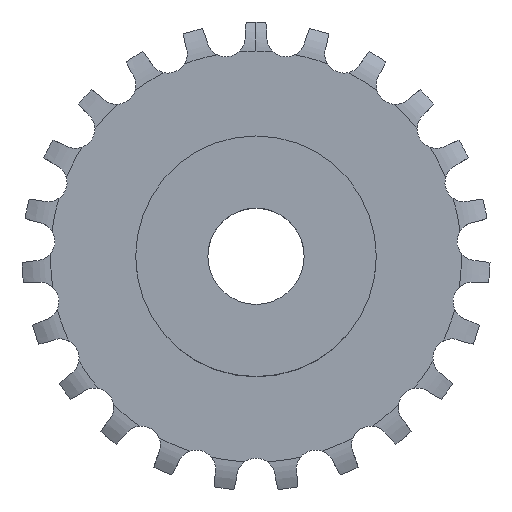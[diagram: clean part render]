
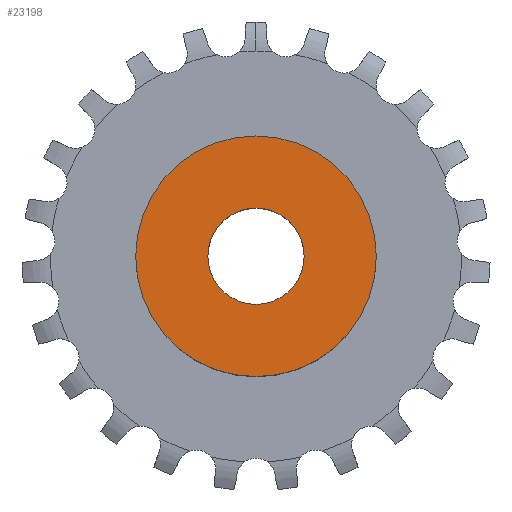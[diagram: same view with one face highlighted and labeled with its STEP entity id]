
A CAD part, top view. The second image highlights one B-rep face of the part: STEP entity #23198.
In plain terms, the highlighted planar face has unit normal (0, 0, 1).
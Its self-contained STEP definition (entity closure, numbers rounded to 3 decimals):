
#3817 = CYLINDRICAL_SURFACE('',#3818,4.);
#3818 = AXIS2_PLACEMENT_3D('',#3819,#3820,#3821);
#3819 = CARTESIAN_POINT('',(0.,0.,5000.));
#3820 = DIRECTION('',(0.,0.,1.));
#3821 = DIRECTION('',(1.,0.,-0.));
#6812 = CYLINDRICAL_SURFACE('',#6813,10.);
#6813 = AXIS2_PLACEMENT_3D('',#6814,#6815,#6816);
#6814 = CARTESIAN_POINT('',(0.,0.,0.));
#6815 = DIRECTION('',(-0.,-0.,-1.));
#6816 = DIRECTION('',(1.,0.,0.));
#18973 = EDGE_CURVE('',#18974,#18974,#18976,.T.);
#18974 = VERTEX_POINT('',#18975);
#18975 = CARTESIAN_POINT('',(4.,0.,11.85));
#18976 = SURFACE_CURVE('',#18977,(#18982,#18989),.PCURVE_S1.);
#18977 = CIRCLE('',#18978,4.);
#18978 = AXIS2_PLACEMENT_3D('',#18979,#18980,#18981);
#18979 = CARTESIAN_POINT('',(0.,0.,11.85));
#18980 = DIRECTION('',(0.,0.,1.));
#18981 = DIRECTION('',(1.,0.,-0.));
#18982 = PCURVE('',#3817,#18983);
#18983 = DEFINITIONAL_REPRESENTATION('',(#18984),#18988);
#18984 = LINE('',#18985,#18986);
#18985 = CARTESIAN_POINT('',(0.,-4988.15));
#18986 = VECTOR('',#18987,1.);
#18987 = DIRECTION('',(1.,0.));
#18988 = ( GEOMETRIC_REPRESENTATION_CONTEXT(2) 
PARAMETRIC_REPRESENTATION_CONTEXT() REPRESENTATION_CONTEXT('2D SPACE',''
  ) );
#18989 = PCURVE('',#18990,#18995);
#18990 = PLANE('',#18991);
#18991 = AXIS2_PLACEMENT_3D('',#18992,#18993,#18994);
#18992 = CARTESIAN_POINT('',(0.,0.,11.85));
#18993 = DIRECTION('',(-0.,0.,1.));
#18994 = DIRECTION('',(0.,-1.,0.));
#18995 = DEFINITIONAL_REPRESENTATION('',(#18996),#19000);
#18996 = CIRCLE('',#18997,4.);
#18997 = AXIS2_PLACEMENT_2D('',#18998,#18999);
#18998 = CARTESIAN_POINT('',(0.,0.));
#18999 = DIRECTION('',(0.,1.));
#19000 = ( GEOMETRIC_REPRESENTATION_CONTEXT(2) 
PARAMETRIC_REPRESENTATION_CONTEXT() REPRESENTATION_CONTEXT('2D SPACE',''
  ) );
#21749 = VERTEX_POINT('',#21750);
#21750 = CARTESIAN_POINT('',(10.,0.,11.85));
#21771 = EDGE_CURVE('',#21749,#21749,#21772,.T.);
#21772 = SURFACE_CURVE('',#21773,(#21778,#21785),.PCURVE_S1.);
#21773 = CIRCLE('',#21774,10.);
#21774 = AXIS2_PLACEMENT_3D('',#21775,#21776,#21777);
#21775 = CARTESIAN_POINT('',(0.,0.,11.85));
#21776 = DIRECTION('',(0.,0.,1.));
#21777 = DIRECTION('',(1.,0.,0.));
#21778 = PCURVE('',#6812,#21779);
#21779 = DEFINITIONAL_REPRESENTATION('',(#21780),#21784);
#21780 = LINE('',#21781,#21782);
#21781 = CARTESIAN_POINT('',(-0.,-11.85));
#21782 = VECTOR('',#21783,1.);
#21783 = DIRECTION('',(-1.,0.));
#21784 = ( GEOMETRIC_REPRESENTATION_CONTEXT(2) 
PARAMETRIC_REPRESENTATION_CONTEXT() REPRESENTATION_CONTEXT('2D SPACE',''
  ) );
#21785 = PCURVE('',#18990,#21786);
#21786 = DEFINITIONAL_REPRESENTATION('',(#21787),#21791);
#21787 = CIRCLE('',#21788,10.);
#21788 = AXIS2_PLACEMENT_2D('',#21789,#21790);
#21789 = CARTESIAN_POINT('',(0.,0.));
#21790 = DIRECTION('',(0.,1.));
#21791 = ( GEOMETRIC_REPRESENTATION_CONTEXT(2) 
PARAMETRIC_REPRESENTATION_CONTEXT() REPRESENTATION_CONTEXT('2D SPACE',''
  ) );
#23198 = ADVANCED_FACE('',(#23199,#23202),#18990,.T.);
#23199 = FACE_BOUND('',#23200,.T.);
#23200 = EDGE_LOOP('',(#23201));
#23201 = ORIENTED_EDGE('',*,*,#21771,.T.);
#23202 = FACE_BOUND('',#23203,.T.);
#23203 = EDGE_LOOP('',(#23204));
#23204 = ORIENTED_EDGE('',*,*,#18973,.F.);
